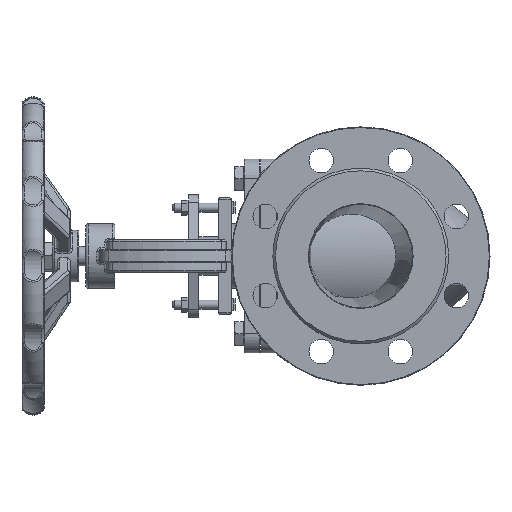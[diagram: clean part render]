
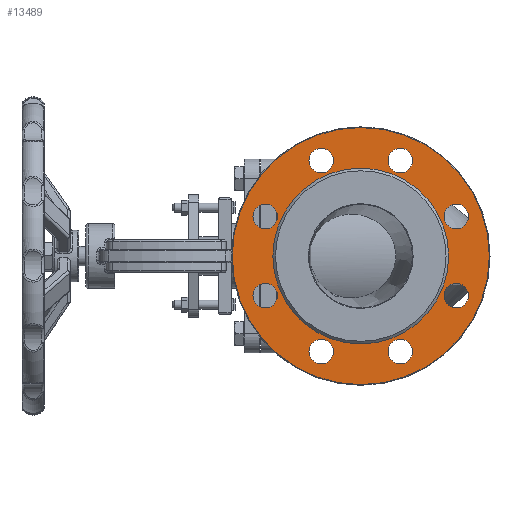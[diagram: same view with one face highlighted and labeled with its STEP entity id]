
A CAD part, left-side view. The second image highlights one B-rep face of the part: STEP entity #13489.
In plain terms, the highlighted planar face has unit normal (-1, 0, 0).
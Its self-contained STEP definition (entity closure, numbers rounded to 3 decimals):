
#2107=PLANE('',#14723);
#2252=FACE_BOUND('',#3542,.T.);
#2253=FACE_BOUND('',#3543,.T.);
#2254=FACE_BOUND('',#3544,.T.);
#2255=FACE_BOUND('',#3545,.T.);
#2256=FACE_BOUND('',#3546,.T.);
#2257=FACE_BOUND('',#3547,.T.);
#2258=FACE_BOUND('',#3548,.T.);
#2259=FACE_BOUND('',#3549,.T.);
#2260=FACE_BOUND('',#3550,.T.);
#2645=FACE_OUTER_BOUND('',#3541,.T.);
#3541=EDGE_LOOP('',(#10246));
#3542=EDGE_LOOP('',(#10247));
#3543=EDGE_LOOP('',(#10248));
#3544=EDGE_LOOP('',(#10249));
#3545=EDGE_LOOP('',(#10250));
#3546=EDGE_LOOP('',(#10251));
#3547=EDGE_LOOP('',(#10252));
#3548=EDGE_LOOP('',(#10253));
#3549=EDGE_LOOP('',(#10254));
#3550=EDGE_LOOP('',(#10255));
#4366=CIRCLE('',#14722,99.5);
#4367=CIRCLE('',#14724,68.);
#4368=CIRCLE('',#14725,9.5);
#4369=CIRCLE('',#14726,9.5);
#4370=CIRCLE('',#14727,9.5);
#4371=CIRCLE('',#14728,9.5);
#4372=CIRCLE('',#14729,9.5);
#4373=CIRCLE('',#14730,9.5);
#4374=CIRCLE('',#14731,9.5);
#4375=CIRCLE('',#14732,9.5);
#5842=VERTEX_POINT('',#26564);
#5843=VERTEX_POINT('',#26568);
#5844=VERTEX_POINT('',#26570);
#5845=VERTEX_POINT('',#26572);
#5846=VERTEX_POINT('',#26574);
#5847=VERTEX_POINT('',#26576);
#5848=VERTEX_POINT('',#26578);
#5849=VERTEX_POINT('',#26580);
#5850=VERTEX_POINT('',#26582);
#5851=VERTEX_POINT('',#26584);
#7345=EDGE_CURVE('',#5842,#5842,#4366,.T.);
#7346=EDGE_CURVE('',#5843,#5843,#4367,.T.);
#7347=EDGE_CURVE('',#5844,#5844,#4368,.T.);
#7348=EDGE_CURVE('',#5845,#5845,#4369,.T.);
#7349=EDGE_CURVE('',#5846,#5846,#4370,.T.);
#7350=EDGE_CURVE('',#5847,#5847,#4371,.T.);
#7351=EDGE_CURVE('',#5848,#5848,#4372,.T.);
#7352=EDGE_CURVE('',#5849,#5849,#4373,.T.);
#7353=EDGE_CURVE('',#5850,#5850,#4374,.T.);
#7354=EDGE_CURVE('',#5851,#5851,#4375,.T.);
#10246=ORIENTED_EDGE('',*,*,#7345,.F.);
#10247=ORIENTED_EDGE('',*,*,#7346,.F.);
#10248=ORIENTED_EDGE('',*,*,#7347,.F.);
#10249=ORIENTED_EDGE('',*,*,#7348,.F.);
#10250=ORIENTED_EDGE('',*,*,#7349,.F.);
#10251=ORIENTED_EDGE('',*,*,#7350,.F.);
#10252=ORIENTED_EDGE('',*,*,#7351,.F.);
#10253=ORIENTED_EDGE('',*,*,#7352,.F.);
#10254=ORIENTED_EDGE('',*,*,#7353,.F.);
#10255=ORIENTED_EDGE('',*,*,#7354,.F.);
#13489=ADVANCED_FACE('',(#2645,#2252,#2253,#2254,#2255,#2256,#2257,#2258,
#2259,#2260),#2107,.F.);
#14722=AXIS2_PLACEMENT_3D('',#26566,#17492,#17493);
#14723=AXIS2_PLACEMENT_3D('',#26567,#17494,#17495);
#14724=AXIS2_PLACEMENT_3D('',#26569,#17496,#17497);
#14725=AXIS2_PLACEMENT_3D('',#26571,#17498,#17499);
#14726=AXIS2_PLACEMENT_3D('',#26573,#17500,#17501);
#14727=AXIS2_PLACEMENT_3D('',#26575,#17502,#17503);
#14728=AXIS2_PLACEMENT_3D('',#26577,#17504,#17505);
#14729=AXIS2_PLACEMENT_3D('',#26579,#17506,#17507);
#14730=AXIS2_PLACEMENT_3D('',#26581,#17508,#17509);
#14731=AXIS2_PLACEMENT_3D('',#26583,#17510,#17511);
#14732=AXIS2_PLACEMENT_3D('',#26585,#17512,#17513);
#17492=DIRECTION('center_axis',(1.,0.,0.));
#17493=DIRECTION('ref_axis',(0.,0.,1.));
#17494=DIRECTION('center_axis',(1.,0.,0.));
#17495=DIRECTION('ref_axis',(0.,0.,-1.));
#17496=DIRECTION('center_axis',(-1.,0.,0.));
#17497=DIRECTION('ref_axis',(0.,-1.,0.));
#17498=DIRECTION('center_axis',(-1.,0.,0.));
#17499=DIRECTION('ref_axis',(0.,0.,1.));
#17500=DIRECTION('center_axis',(-1.,0.,0.));
#17501=DIRECTION('ref_axis',(0.,0.,1.));
#17502=DIRECTION('center_axis',(-1.,0.,0.));
#17503=DIRECTION('ref_axis',(0.,0.,1.));
#17504=DIRECTION('center_axis',(-1.,0.,0.));
#17505=DIRECTION('ref_axis',(0.,0.,1.));
#17506=DIRECTION('center_axis',(-1.,0.,0.));
#17507=DIRECTION('ref_axis',(0.,0.,1.));
#17508=DIRECTION('center_axis',(-1.,0.,0.));
#17509=DIRECTION('ref_axis',(0.,0.,1.));
#17510=DIRECTION('center_axis',(-1.,0.,0.));
#17511=DIRECTION('ref_axis',(0.,0.,1.));
#17512=DIRECTION('center_axis',(-1.,0.,0.));
#17513=DIRECTION('ref_axis',(0.,0.,1.));
#26564=CARTESIAN_POINT('',(2.,0.,-99.5));
#26566=CARTESIAN_POINT('Origin',(2.,0.,0.));
#26567=CARTESIAN_POINT('Origin',(2.,0.,0.));
#26568=CARTESIAN_POINT('',(2.,68.,0.));
#26569=CARTESIAN_POINT('Origin',(2.,0.,0.));
#26570=CARTESIAN_POINT('',(2.,-73.91,-40.115));
#26571=CARTESIAN_POINT('Origin',(2.,-73.91,-30.615));
#26572=CARTESIAN_POINT('',(2.,-73.91,21.115));
#26573=CARTESIAN_POINT('Origin',(2.,-73.91,30.615));
#26574=CARTESIAN_POINT('',(2.,-30.615,64.41));
#26575=CARTESIAN_POINT('Origin',(2.,-30.615,73.91));
#26576=CARTESIAN_POINT('',(2.,30.615,64.41));
#26577=CARTESIAN_POINT('Origin',(2.,30.615,73.91));
#26578=CARTESIAN_POINT('',(2.,73.91,21.115));
#26579=CARTESIAN_POINT('Origin',(2.,73.91,30.615));
#26580=CARTESIAN_POINT('',(2.,73.91,-40.115));
#26581=CARTESIAN_POINT('Origin',(2.,73.91,-30.615));
#26582=CARTESIAN_POINT('',(2.,30.615,-83.41));
#26583=CARTESIAN_POINT('Origin',(2.,30.615,-73.91));
#26584=CARTESIAN_POINT('',(2.,-30.615,-83.41));
#26585=CARTESIAN_POINT('Origin',(2.,-30.615,-73.91));
